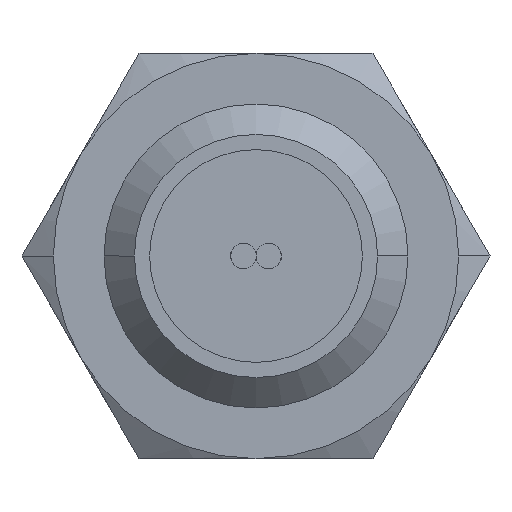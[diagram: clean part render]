
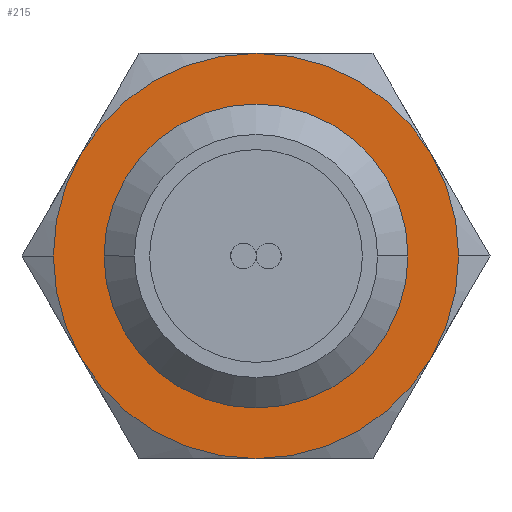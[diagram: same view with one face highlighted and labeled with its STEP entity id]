
A CAD part, front view. The second image highlights one B-rep face of the part: STEP entity #215.
In plain terms, the highlighted planar face has unit normal (0, -1, 0).
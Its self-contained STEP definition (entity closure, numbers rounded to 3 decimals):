
#215=ADVANCED_FACE('',(#345,#346),#347,.T.);
#345=FACE_OUTER_BOUND('',#514,.T.);
#346=FACE_BOUND('',#515,.T.);
#347=PLANE('',#516);
#514=EDGE_LOOP('',(#891,#892,#893,#894,#895,#896,#897,#898));
#515=EDGE_LOOP('',(#899,#900));
#516=AXIS2_PLACEMENT_3D('',#901,#902,#903);
#891=ORIENTED_EDGE('',*,*,#1256,.F.);
#892=ORIENTED_EDGE('',*,*,#1242,.F.);
#893=ORIENTED_EDGE('',*,*,#1245,.F.);
#894=ORIENTED_EDGE('',*,*,#1247,.F.);
#895=ORIENTED_EDGE('',*,*,#1240,.F.);
#896=ORIENTED_EDGE('',*,*,#1251,.F.);
#897=ORIENTED_EDGE('',*,*,#1254,.F.);
#898=ORIENTED_EDGE('',*,*,#1236,.F.);
#899=ORIENTED_EDGE('',*,*,#1276,.T.);
#900=ORIENTED_EDGE('',*,*,#1220,.T.);
#901=CARTESIAN_POINT('',(10.5,-15.0,0.0));
#902=DIRECTION('',(0.0,-1.0,0.0));
#903=DIRECTION('',(-1.0,0.0,0.0));
#1220=EDGE_CURVE('',#1418,#1415,#1419,.T.);
#1236=EDGE_CURVE('',#1445,#1448,#1449,.T.);
#1240=EDGE_CURVE('',#1454,#1452,#1456,.T.);
#1242=EDGE_CURVE('',#1458,#1460,#1461,.T.);
#1245=EDGE_CURVE('',#1464,#1458,#1466,.T.);
#1247=EDGE_CURVE('',#1452,#1464,#1468,.T.);
#1251=EDGE_CURVE('',#1472,#1454,#1474,.T.);
#1254=EDGE_CURVE('',#1448,#1472,#1478,.T.);
#1256=EDGE_CURVE('',#1460,#1445,#1480,.T.);
#1276=EDGE_CURVE('',#1415,#1418,#1508,.T.);
#1415=VERTEX_POINT('',#1718);
#1418=VERTEX_POINT('',#1722);
#1419=CIRCLE('',#1723,9.0);
#1445=VERTEX_POINT('',#1778);
#1448=VERTEX_POINT('',#1782);
#1449=CIRCLE('',#1783,12.0);
#1452=VERTEX_POINT('',#1797);
#1454=VERTEX_POINT('',#1800);
#1456=CIRCLE('',#1813,12.0);
#1458=VERTEX_POINT('',#1815);
#1460=VERTEX_POINT('',#1828);
#1461=CIRCLE('',#1829,12.0);
#1464=VERTEX_POINT('',#1843);
#1466=CIRCLE('',#1856,12.0);
#1468=CIRCLE('',#1869,12.0);
#1472=VERTEX_POINT('',#1895);
#1474=CIRCLE('',#1908,12.0);
#1478=CIRCLE('',#1934,12.0);
#1480=CIRCLE('',#1947,12.0);
#1508=CIRCLE('',#2085,9.0);
#1718=CARTESIAN_POINT('',(9.0,-15.0,0.0));
#1722=CARTESIAN_POINT('',(-9.0,-15.0,0.));
#1723=AXIS2_PLACEMENT_3D('',#2568,#2569,#2570);
#1778=CARTESIAN_POINT('',(12.0,-15.0,0.));
#1782=CARTESIAN_POINT('',(10.392,-15.0,-6.0));
#1783=AXIS2_PLACEMENT_3D('',#2594,#2595,#2596);
#1797=CARTESIAN_POINT('',(-12.0,-15.0,0.));
#1800=CARTESIAN_POINT('',(-10.392,-15.0,-6.0));
#1813=AXIS2_PLACEMENT_3D('',#2598,#2599,#2600);
#1815=CARTESIAN_POINT('',(0.,-15.0,12.0));
#1828=CARTESIAN_POINT('',(10.392,-15.0,6.0));
#1829=AXIS2_PLACEMENT_3D('',#2601,#2602,#2603);
#1843=CARTESIAN_POINT('',(-10.392,-15.0,6.0));
#1856=AXIS2_PLACEMENT_3D('',#2604,#2605,#2606);
#1869=AXIS2_PLACEMENT_3D('',#2607,#2608,#2609);
#1895=CARTESIAN_POINT('',(0.0,-15.0,-12.0));
#1908=AXIS2_PLACEMENT_3D('',#2610,#2611,#2612);
#1934=AXIS2_PLACEMENT_3D('',#2613,#2614,#2615);
#1947=AXIS2_PLACEMENT_3D('',#2616,#2617,#2618);
#2085=AXIS2_PLACEMENT_3D('',#2646,#2647,#2648);
#2568=CARTESIAN_POINT('',(0.0,-15.0,0.0));
#2569=DIRECTION('',(0.0,1.0,0.0));
#2570=DIRECTION('',(1.0,0.0,0.0));
#2594=CARTESIAN_POINT('',(0.0,-15.0,0.0));
#2595=DIRECTION('',(0.0,1.0,0.0));
#2596=DIRECTION('',(1.0,0.0,0.0));
#2598=CARTESIAN_POINT('',(0.0,-15.0,0.0));
#2599=DIRECTION('',(0.0,1.0,0.0));
#2600=DIRECTION('',(1.0,0.0,0.0));
#2601=CARTESIAN_POINT('',(0.0,-15.0,0.0));
#2602=DIRECTION('',(0.0,1.0,0.0));
#2603=DIRECTION('',(1.0,0.0,0.0));
#2604=CARTESIAN_POINT('',(0.0,-15.0,0.0));
#2605=DIRECTION('',(0.0,1.0,0.0));
#2606=DIRECTION('',(1.0,0.0,0.0));
#2607=CARTESIAN_POINT('',(0.0,-15.0,0.0));
#2608=DIRECTION('',(0.0,1.0,0.0));
#2609=DIRECTION('',(1.0,0.0,0.0));
#2610=CARTESIAN_POINT('',(0.0,-15.0,0.0));
#2611=DIRECTION('',(0.0,1.0,0.0));
#2612=DIRECTION('',(1.0,0.0,0.0));
#2613=CARTESIAN_POINT('',(0.0,-15.0,0.0));
#2614=DIRECTION('',(0.0,1.0,0.0));
#2615=DIRECTION('',(1.0,0.0,0.0));
#2616=CARTESIAN_POINT('',(0.0,-15.0,0.0));
#2617=DIRECTION('',(0.0,1.0,0.0));
#2618=DIRECTION('',(1.0,0.0,0.0));
#2646=CARTESIAN_POINT('',(0.0,-15.0,0.0));
#2647=DIRECTION('',(0.0,1.0,0.0));
#2648=DIRECTION('',(1.0,0.0,0.0));
